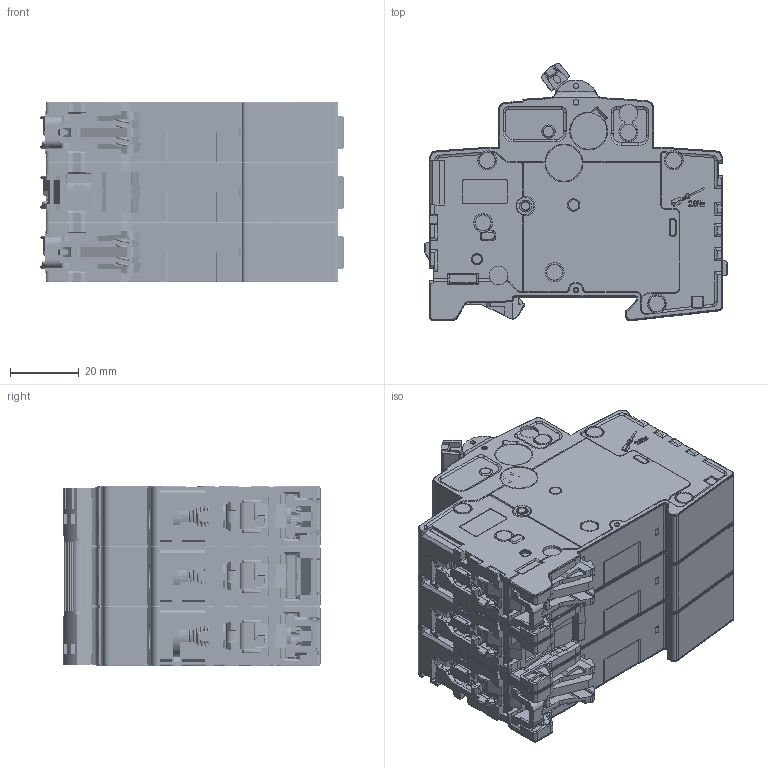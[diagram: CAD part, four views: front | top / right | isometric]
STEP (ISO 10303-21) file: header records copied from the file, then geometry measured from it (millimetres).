
FILE_DESCRIPTION((''),'2;1');
FILE_NAME('2CDS273334_SR','2018-08-03T',('DEU121775'),(''),'CREO PARAMETRIC BY PTC INC, 2016380','CREO PARAMETRIC BY PTC INC, 2016380','');
FILE_SCHEMA(('AUTOMOTIVE_DESIGN { 1 0 10303 214 1 1 1 1 }'));
Products named in the file (1): 2CDS273334_SR
Bounding box: 88 x 74.64 x 52.42 mm (x, y, z)
Volume: 230172.8 mm3; surface area: 36231 mm2
Topology: 1 solids, 151 shells, 7779 faces, 21373 edges, 13917 vertices
Faces by surface type: plane 4723, cylinder 1792, bspline 476, torus 364, cone 338, sphere 77, extrusion 9
Entity records: 328926 total; most frequent: CARTESIAN_POINT 96124, ORIENTED_EDGE 42596, DIRECTION 35831, EDGE_CURVE 21298, VERTEX_POINT 13917, VECTOR 13869, LINE 13860, AXIS2_PLACEMENT_3D 10981
